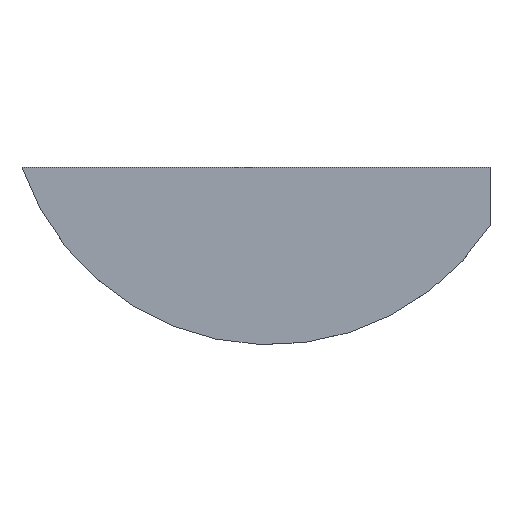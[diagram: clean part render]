
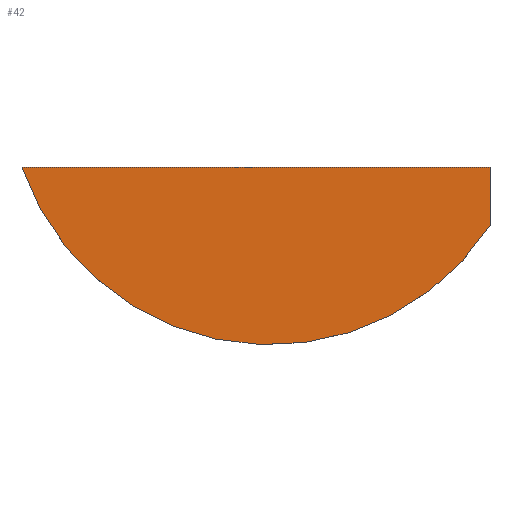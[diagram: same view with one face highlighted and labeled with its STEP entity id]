
A CAD part, top view. The second image highlights one B-rep face of the part: STEP entity #42.
In plain terms, the highlighted planar face has unit normal (0, 0, 1).
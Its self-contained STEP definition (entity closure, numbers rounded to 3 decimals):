
#37=CIRCLE('',#139,10.5);
#42=ADVANCED_FACE('',(#51),#46,.F.);
#46=PLANE('',#143);
#51=FACE_OUTER_BOUND('',#56,.T.);
#56=EDGE_LOOP('',(#72,#73,#74));
#72=ORIENTED_EDGE('',*,*,#86,.F.);
#73=ORIENTED_EDGE('',*,*,#84,.T.);
#74=ORIENTED_EDGE('',*,*,#88,.F.);
#76=VERTEX_POINT('',#182);
#78=VERTEX_POINT('',#186);
#80=VERTEX_POINT('',#192);
#84=EDGE_CURVE('',#76,#78,#93,.T.);
#86=EDGE_CURVE('',#76,#80,#37,.T.);
#88=EDGE_CURVE('',#80,#78,#95,.T.);
#93=LINE('',#187,#100);
#95=LINE('',#195,#102);
#100=VECTOR('',#155,1.);
#102=VECTOR('',#165,1.);
#139=AXIS2_PLACEMENT_3D('',#191,#160,#161);
#143=AXIS2_PLACEMENT_3D('',#199,#171,#172);
#155=DIRECTION('',(0.,1.,0.));
#160=DIRECTION('',(0.,0.,-1.));
#161=DIRECTION('',(-1.,0.,0.));
#165=DIRECTION('',(1.,0.,0.));
#171=DIRECTION('',(0.,0.,-1.));
#172=DIRECTION('',(-1.,0.,0.));
#182=CARTESIAN_POINT('',(8.8,-5.728,0.));
#186=CARTESIAN_POINT('',(8.8,-3.4,0.));
#187=CARTESIAN_POINT('',(8.8,0.,0.));
#191=CARTESIAN_POINT('',(0.,0.,0.));
#192=CARTESIAN_POINT('',(-9.934,-3.4,0.));
#195=CARTESIAN_POINT('',(-9.934,-3.4,0.));
#199=CARTESIAN_POINT('',(0.,0.,0.));
